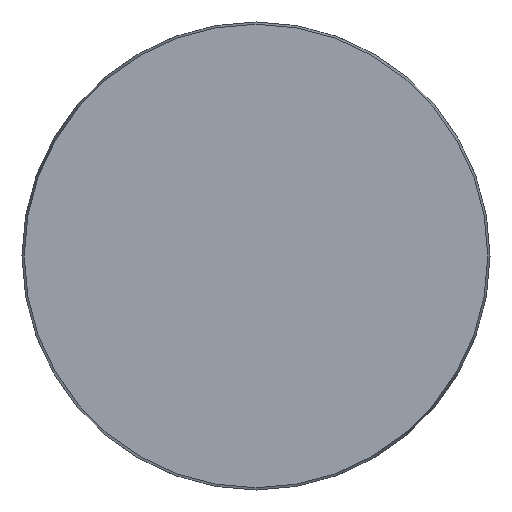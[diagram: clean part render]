
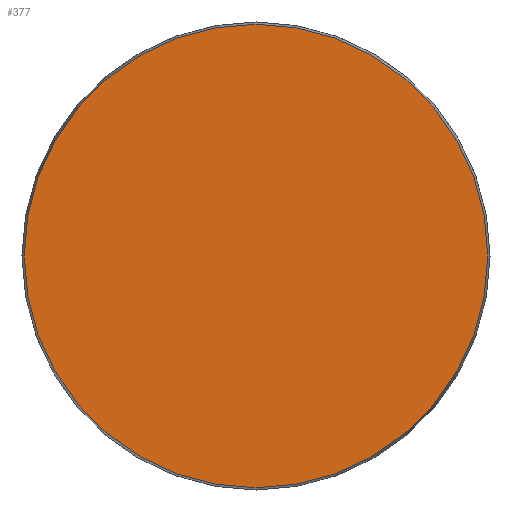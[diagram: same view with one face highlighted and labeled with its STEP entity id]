
A CAD part, front view. The second image highlights one B-rep face of the part: STEP entity #377.
In plain terms, the highlighted planar face has unit normal (0, -1, 0).
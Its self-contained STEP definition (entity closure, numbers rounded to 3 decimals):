
#46 = EDGE_LOOP ( 'NONE', ( #260 ) ) ;
#105 = DIRECTION ( 'NONE',  ( 0., 0., 1. ) ) ;
#130 = CIRCLE ( 'NONE', #365, 58.425 ) ;
#181 = CARTESIAN_POINT ( 'NONE',  ( 0., 0., -58.425 ) ) ;
#211 = DIRECTION ( 'NONE',  ( 0., 0., -1. ) ) ;
#237 = FACE_OUTER_BOUND ( 'NONE', #46, .T. ) ;
#257 = VERTEX_POINT ( 'NONE', #181 ) ;
#260 = ORIENTED_EDGE ( 'NONE', *, *, #527, .T. ) ;
#320 = CARTESIAN_POINT ( 'NONE',  ( 0., 0., 0. ) ) ;
#365 = AXIS2_PLACEMENT_3D ( 'NONE', #320, #367, #211 ) ;
#367 = DIRECTION ( 'NONE',  ( 0., -1., 0. ) ) ;
#377 = ADVANCED_FACE ( 'NONE', ( #237 ), #535, .F. ) ;
#392 = DIRECTION ( 'NONE',  ( 0., 1., 0. ) ) ;
#447 = CARTESIAN_POINT ( 'NONE',  ( -58.425, 0., 0. ) ) ;
#507 = AXIS2_PLACEMENT_3D ( 'NONE', #447, #392, #105 ) ;
#527 = EDGE_CURVE ( 'NONE', #257, #257, #130, .T. ) ;
#535 = PLANE ( 'NONE',  #507 ) ;
